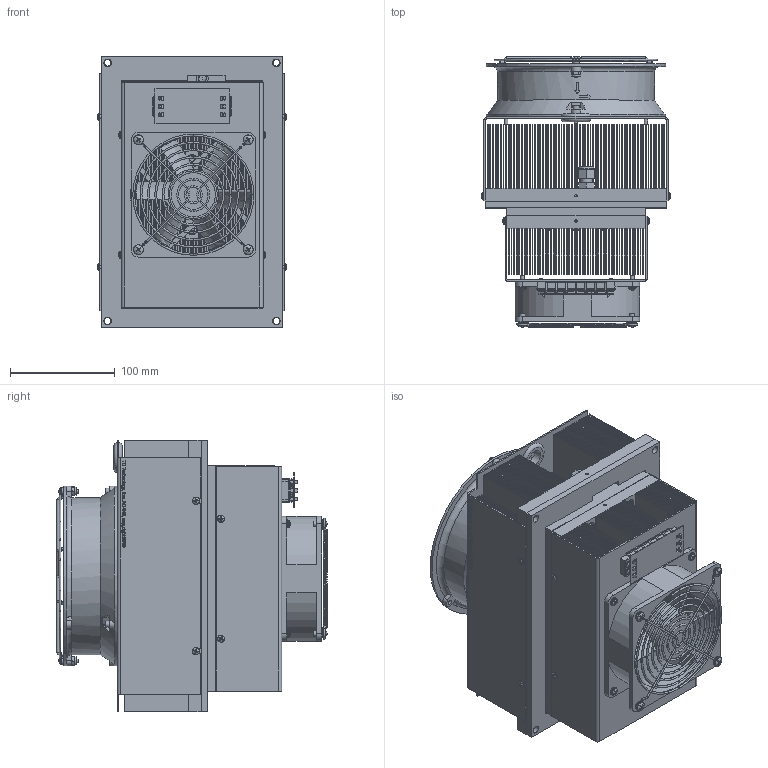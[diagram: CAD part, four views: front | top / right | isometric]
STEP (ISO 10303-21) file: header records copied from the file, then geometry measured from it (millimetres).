
FILE_DESCRIPTION(/* description */ ('Alibre Inc.'),/* implementation_level */ '2;1');
FILE_NAME(/* name */ 'export0',/* time_stamp */ '2017-02-07T15:06:54-05:00',/* author */ (''),/* organization */ (''),/* preprocessor_version */ 'ST-DEVELOPER v14',/* originating_system */ 'Alibre',/* authorisation */ '');
FILE_SCHEMA (('AUTOMOTIVE_DESIGN'));
Length unit declared in the file: centimetre
Products named in the file (50): sc120_w5_RIB; sc120_w5_RING; sc120_w5
Bounding box: 180.65 x 258.36 x 259.21 mm (x, y, z)
Volume: 3287501.9 mm3; surface area: 3731720.7 mm2
Topology: 180 solids, 181 shells, 3247 faces, 8060 edges, 5279 vertices
Faces by surface type: plane 2181, cylinder 443, bspline 299, torus 214, cone 71, sphere 39
Full cylindrical faces by diameter (mm): 1.524 x12, 2.311 x18, 2.459 x4, 2.642 x25, 3 x6, 3.505 x44, 4.166 x12, 4.216 x10, 4.267 x6, 4.318 x4, 4.343 x4, 4.369 x8, 4.572 x8, 4.699 x4, 4.775 x6, 4.826 x4, 5.563 x8, 5.74 x9, 6.299 x6, 6.35 x10, 6.858 x35, 7.137 x4, 7.798 x2, 7.874 x1, 7.938 x4, 9.474 x4, 9.525 x6, 10.312 x6, 11.1 x1, 11.125 x6
Entity records: 64170 total; most frequent: CARTESIAN_POINT 16524, ORIENTED_EDGE 10088, DIRECTION 7323, EDGE_CURVE 5044, VERTEX_POINT 3480, VECTOR 3478, LINE 3478, AXIS2_PLACEMENT_3D 2604
